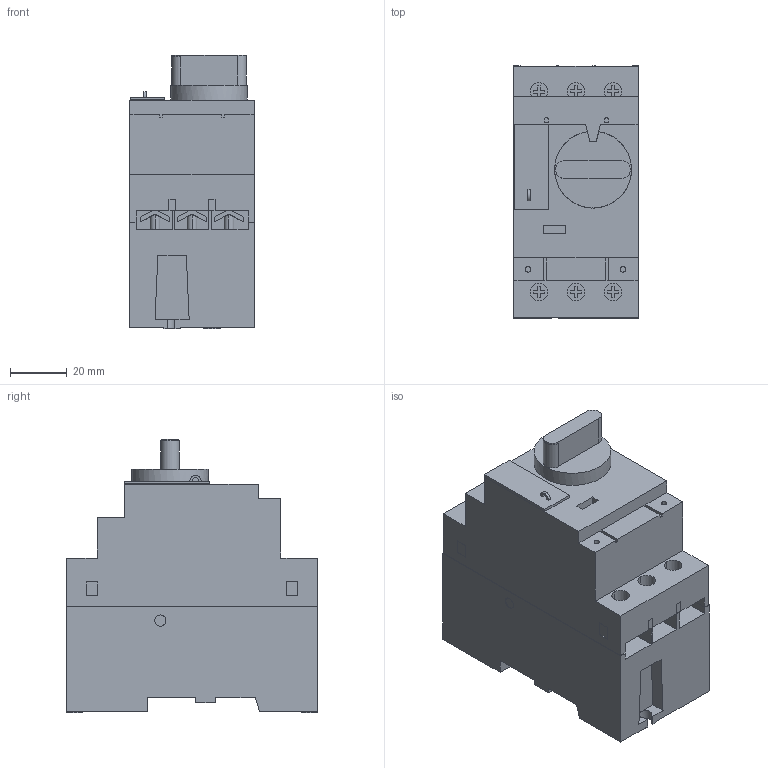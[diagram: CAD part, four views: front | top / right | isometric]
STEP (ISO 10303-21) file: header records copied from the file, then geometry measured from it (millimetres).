
FILE_DESCRIPTION((''),'2;1');
FILE_NAME('SB108706_3D_COLOUR','2013-09-06T',('SESA231906'),('Schneider-Electric'),'PRO/ENGINEER BY PARAMETRIC TECHNOLOGY CORPORATION, 2011410','PRO/ENGINEER BY PARAMETRIC TECHNOLOGY CORPORATION, 2011410','');
FILE_SCHEMA(('CONFIG_CONTROL_DESIGN'));
Length unit declared in the file: millimetre
Products named in the file (1): SB108706_3D_COLOUR
Bounding box: 44 x 88.5 x 96 mm (x, y, z)
Volume: 259092.9 mm3; surface area: 38572.7 mm2
Topology: 2 solids, 2 shells, 490 faces, 1384 edges, 930 vertices
Faces by surface type: plane 393, cylinder 97
Entity records: 16032 total; most frequent: CARTESIAN_POINT 3202, ORIENTED_EDGE 2768, DIRECTION 2469, EDGE_CURVE 1384, VECTOR 1121, LINE 1121, VERTEX_POINT 930, AXIS2_PLACEMENT_3D 674
